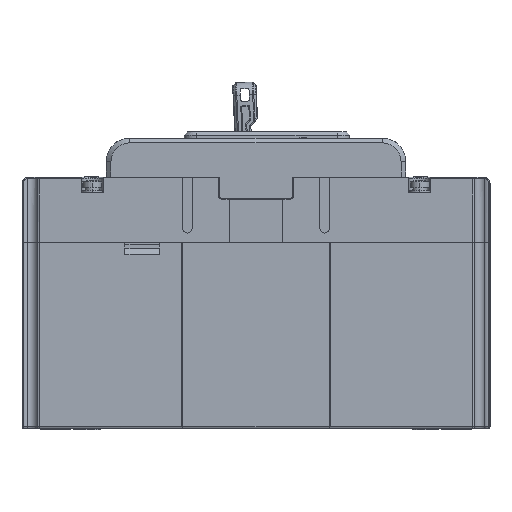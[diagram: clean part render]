
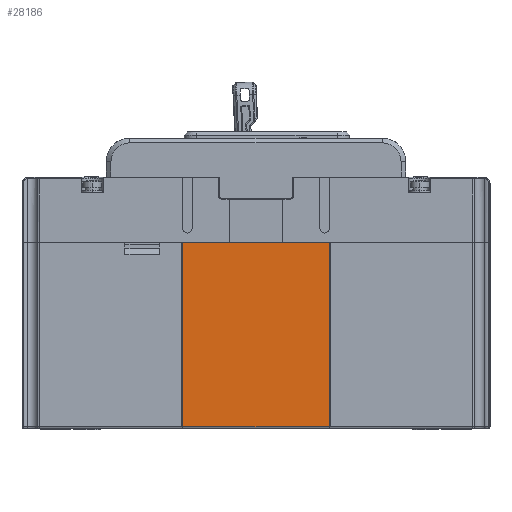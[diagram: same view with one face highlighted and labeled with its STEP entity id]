
A CAD part, left-side view. The second image highlights one B-rep face of the part: STEP entity #28186.
In plain terms, the highlighted planar face has unit normal (-1, 0, 0).
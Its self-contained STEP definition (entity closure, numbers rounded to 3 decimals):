
#2289=DIRECTION('',(0.,1.,0.));
#2290=VECTOR('',#2289,47.);
#2291=CARTESIAN_POINT('',(0.5,51.5,60.));
#2292=LINE('',#2291,#2290);
#5395=DIRECTION('',(0.,-1.,0.));
#5396=VECTOR('',#5395,47.);
#5397=CARTESIAN_POINT('',(0.5,98.5,1.));
#5398=LINE('',#5397,#5396);
#5399=DIRECTION('',(0.,0.,-1.));
#5400=VECTOR('',#5399,59.);
#5401=CARTESIAN_POINT('',(0.5,51.5,60.));
#5402=LINE('',#5401,#5400);
#14794=DIRECTION('',(0.,0.,-1.));
#14795=VECTOR('',#14794,59.);
#14796=CARTESIAN_POINT('',(0.5,98.5,60.));
#14797=LINE('',#14796,#14795);
#19917=CARTESIAN_POINT('',(0.5,51.5,60.));
#19918=CARTESIAN_POINT('',(0.5,98.5,60.));
#19919=VERTEX_POINT('',#19917);
#19920=VERTEX_POINT('',#19918);
#21715=CARTESIAN_POINT('',(0.5,98.5,1.));
#21716=VERTEX_POINT('',#21715);
#21721=CARTESIAN_POINT('',(0.5,51.5,1.));
#21722=VERTEX_POINT('',#21721);
#28173=CARTESIAN_POINT('',(0.5,51.5,60.));
#28174=DIRECTION('',(1.,0.,0.));
#28175=DIRECTION('',(0.,1.,0.));
#28176=AXIS2_PLACEMENT_3D('',#28173,#28174,#28175);
#28177=PLANE('',#28176);
#28179=ORIENTED_EDGE('',*,*,#28178,.F.);
#28181=ORIENTED_EDGE('',*,*,#28180,.F.);
#28182=ORIENTED_EDGE('',*,*,#24760,.F.);
#28183=ORIENTED_EDGE('',*,*,#28166,.T.);
#28184=EDGE_LOOP('',(#28179,#28181,#28182,#28183));
#28185=FACE_OUTER_BOUND('',#28184,.F.);
#28186=ADVANCED_FACE('',(#28185),#28177,.F.);
#24760=EDGE_CURVE('',#19919,#19920,#2292,.T.);
#28166=EDGE_CURVE('',#19919,#21722,#5402,.T.);
#28178=EDGE_CURVE('',#21716,#21722,#5398,.T.);
#28180=EDGE_CURVE('',#19920,#21716,#14797,.T.);
